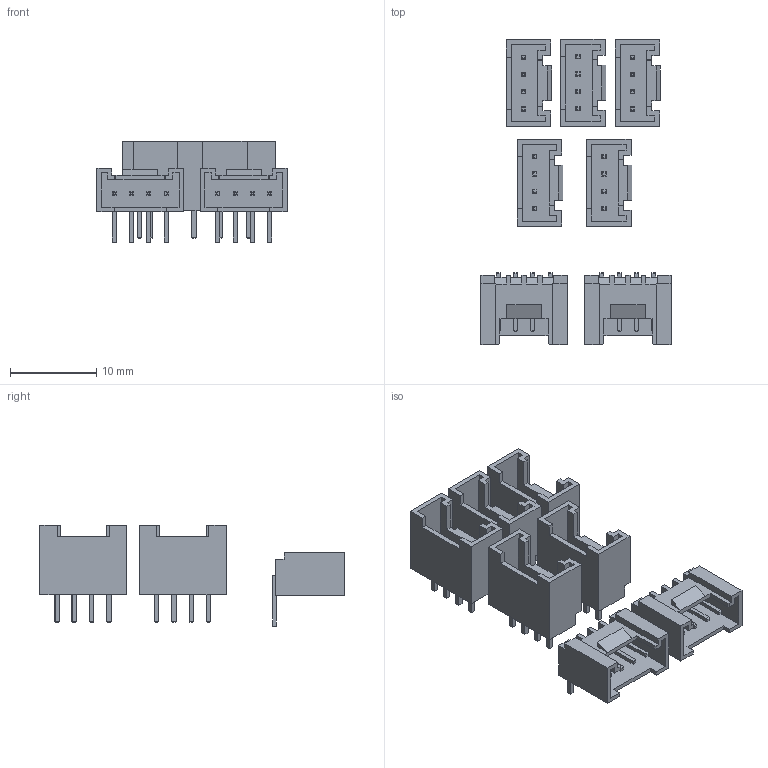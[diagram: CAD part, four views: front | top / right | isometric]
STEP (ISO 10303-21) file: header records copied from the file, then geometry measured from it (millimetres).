
FILE_DESCRIPTION(('KiCad electronic assembly'),'2;1');
FILE_NAME('D1_mini_32_grove.step','2025-03-25T09:12:54',('Pcbnew'),( 'Kicad'),'Open CASCADE STEP processor 7.8','KiCad to STEP converter' ,'Unknown');
FILE_SCHEMA(('AUTOMOTIVE_DESIGN { 1 0 10303 214 1 1 1 1 }'));
Length unit declared in the file: millimetre
Products named in the file (6): D1_mini_32_grove 1; grove_connector_angled_3d; grove_connector_3d; grove_plastika; pin; D1_mini_32_grove_copper
Assembly tree (13 placements, depth 3):
  D1_mini_32_grove 1
    grove_connector_angled_3d  x2
    grove_connector_3d  x5
      grove_plastika
      pin
    D1_mini_32_grove_copper
Bounding box: 22 x 35.29 x 11.79 mm (x, y, z)
Volume: 1228 mm3; surface area: 3860.9 mm2
Topology: 27 solids, 27 shells, 745 faces, 1797 edges, 1122 vertices
Faces by surface type: plane 729, cylinder 16
Entity records: 13413 total; most frequent: CARTESIAN_POINT 2104, DIRECTION 1951, LINE 1489, VECTOR 1489, ORIENTED_EDGE 1014, PCURVE 1014, DEFINITIONAL_REPRESENTATION 1014, EDGE_CURVE 507
